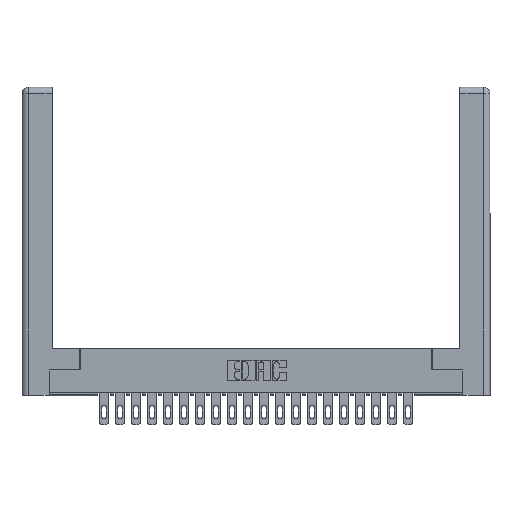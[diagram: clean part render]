
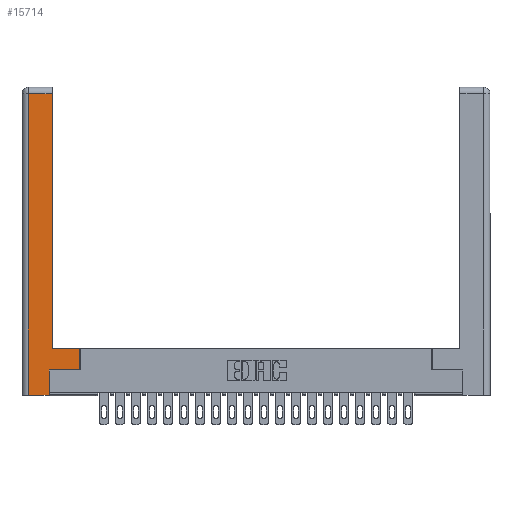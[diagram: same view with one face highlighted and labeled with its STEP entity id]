
A CAD part, top view. The second image highlights one B-rep face of the part: STEP entity #15714.
In plain terms, the highlighted planar face has unit normal (0, 0, 1).
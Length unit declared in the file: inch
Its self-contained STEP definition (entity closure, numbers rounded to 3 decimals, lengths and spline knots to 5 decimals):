
#506 = AXIS2_PLACEMENT_3D ( 'NONE', #26850, #18061, #1771 ) ;
#757 = VERTEX_POINT ( 'NONE', #9697 ) ;
#1149 = VECTOR ( 'NONE', #24632, 39.37008 ) ;
#1499 = DIRECTION ( 'NONE',  ( 1., 0., 0. ) ) ;
#1744 = CARTESIAN_POINT ( 'NONE',  ( 0.565, 0.45, 0. ) ) ;
#1771 = DIRECTION ( 'NONE',  ( -1., 0., 0. ) ) ;
#2007 = CARTESIAN_POINT ( 'NONE',  ( 0.0615, 2.94, 0. ) ) ;
#2356 = ORIENTED_EDGE ( 'NONE', *, *, #18981, .T. ) ;
#2432 = VECTOR ( 'NONE', #26031, 39.37008 ) ;
#2779 = LINE ( 'NONE', #20327, #1149 ) ;
#3229 = ORIENTED_EDGE ( 'NONE', *, *, #8955, .T. ) ;
#3339 = DIRECTION ( 'NONE',  ( 0., -1., 0. ) ) ;
#3448 = EDGE_CURVE ( 'NONE', #8946, #25406, #3500, .T. ) ;
#3500 = LINE ( 'NONE', #6490, #4817 ) ;
#4262 = EDGE_LOOP ( 'NONE', ( #2356, #6786, #22408, #15097, #16371, #20841, #3229, #25206 ) ) ;
#4574 = VERTEX_POINT ( 'NONE', #18226 ) ;
#4817 = VECTOR ( 'NONE', #15359, 39.37008 ) ;
#5583 = CARTESIAN_POINT ( 'NONE',  ( 0.265, 0., 0. ) ) ;
#5671 = VERTEX_POINT ( 'NONE', #2007 ) ;
#5800 = VECTOR ( 'NONE', #1499, 39.37008 ) ;
#5946 = DIRECTION ( 'NONE',  ( 0., 1., 0. ) ) ;
#6490 = CARTESIAN_POINT ( 'NONE',  ( 0.265, 0.245, 0. ) ) ;
#6521 = LINE ( 'NONE', #12454, #14630 ) ;
#6786 = ORIENTED_EDGE ( 'NONE', *, *, #12922, .T. ) ;
#7304 = LINE ( 'NONE', #20058, #2432 ) ;
#7316 = CARTESIAN_POINT ( 'NONE',  ( 0.0615, 0., 0. ) ) ;
#7436 = CARTESIAN_POINT ( 'NONE',  ( 0.0615, 0., 0. ) ) ;
#7956 = PLANE ( 'NONE',  #506 ) ;
#8808 = DIRECTION ( 'NONE',  ( -1., 0., 0. ) ) ;
#8946 = VERTEX_POINT ( 'NONE', #5583 ) ;
#8955 = EDGE_CURVE ( 'NONE', #25036, #19329, #17953, .T. ) ;
#9301 = CARTESIAN_POINT ( 'NONE',  ( 0.565, 0.245, 0. ) ) ;
#9697 = CARTESIAN_POINT ( 'NONE',  ( 0.295, 2.94, 0. ) ) ;
#9825 = VECTOR ( 'NONE', #23957, 39.37008 ) ;
#12412 = VECTOR ( 'NONE', #5946, 39.37008 ) ;
#12454 = CARTESIAN_POINT ( 'NONE',  ( 0.0615, 2.94, 0. ) ) ;
#12922 = EDGE_CURVE ( 'NONE', #757, #5671, #6521, .T. ) ;
#14630 = VECTOR ( 'NONE', #8808, 39.37008 ) ;
#15097 = ORIENTED_EDGE ( 'NONE', *, *, #17757, .T. ) ;
#15137 = FACE_OUTER_BOUND ( 'NONE', #4262, .T. ) ;
#15359 = DIRECTION ( 'NONE',  ( 0., 1., 0. ) ) ;
#15714 = ADVANCED_FACE ( 'NONE', ( #15137 ), #7956, .F. ) ;
#16371 = ORIENTED_EDGE ( 'NONE', *, *, #3448, .T. ) ;
#17757 = EDGE_CURVE ( 'NONE', #24302, #8946, #21130, .T. ) ;
#17925 = VECTOR ( 'NONE', #3339, 39.37008 ) ;
#17953 = LINE ( 'NONE', #1744, #12412 ) ;
#18061 = DIRECTION ( 'NONE',  ( 0., 0., -1. ) ) ;
#18226 = CARTESIAN_POINT ( 'NONE',  ( 0.295, 0.45, 0. ) ) ;
#18981 = EDGE_CURVE ( 'NONE', #4574, #757, #2779, .T. ) ;
#19329 = VERTEX_POINT ( 'NONE', #24237 ) ;
#19559 = LINE ( 'NONE', #7436, #17925 ) ;
#20058 = CARTESIAN_POINT ( 'NONE',  ( 0.295, 0.45, 0. ) ) ;
#20120 = CARTESIAN_POINT ( 'NONE',  ( 0.565, 0.245, 0. ) ) ;
#20327 = CARTESIAN_POINT ( 'NONE',  ( 0.295, 3., 0. ) ) ;
#20841 = ORIENTED_EDGE ( 'NONE', *, *, #21878, .T. ) ;
#21130 = LINE ( 'NONE', #26106, #5800 ) ;
#21153 = CARTESIAN_POINT ( 'NONE',  ( 0.265, 0.245, 0. ) ) ;
#21878 = EDGE_CURVE ( 'NONE', #25406, #25036, #26823, .T. ) ;
#22408 = ORIENTED_EDGE ( 'NONE', *, *, #22604, .T. ) ;
#22604 = EDGE_CURVE ( 'NONE', #5671, #24302, #19559, .T. ) ;
#23957 = DIRECTION ( 'NONE',  ( 1., 0., 0. ) ) ;
#24237 = CARTESIAN_POINT ( 'NONE',  ( 0.565, 0.45, 0. ) ) ;
#24302 = VERTEX_POINT ( 'NONE', #7316 ) ;
#24632 = DIRECTION ( 'NONE',  ( 0., 1., 0. ) ) ;
#25036 = VERTEX_POINT ( 'NONE', #20120 ) ;
#25206 = ORIENTED_EDGE ( 'NONE', *, *, #25794, .T. ) ;
#25406 = VERTEX_POINT ( 'NONE', #21153 ) ;
#25794 = EDGE_CURVE ( 'NONE', #19329, #4574, #7304, .T. ) ;
#26031 = DIRECTION ( 'NONE',  ( -1., 0., 0. ) ) ;
#26106 = CARTESIAN_POINT ( 'NONE',  ( 0.265, 0., 0. ) ) ;
#26823 = LINE ( 'NONE', #9301, #9825 ) ;
#26850 = CARTESIAN_POINT ( 'NONE',  ( 0., 0., 0. ) ) ;
